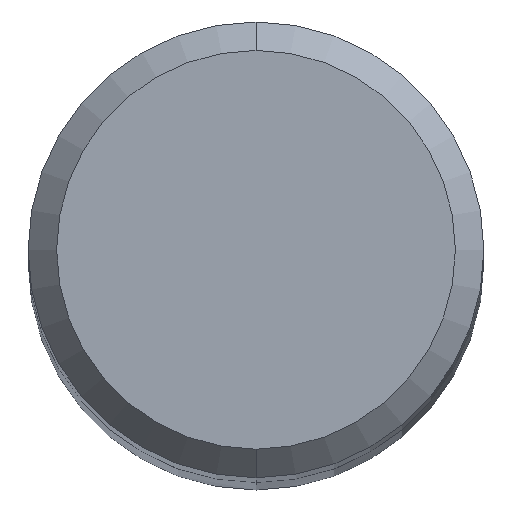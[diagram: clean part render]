
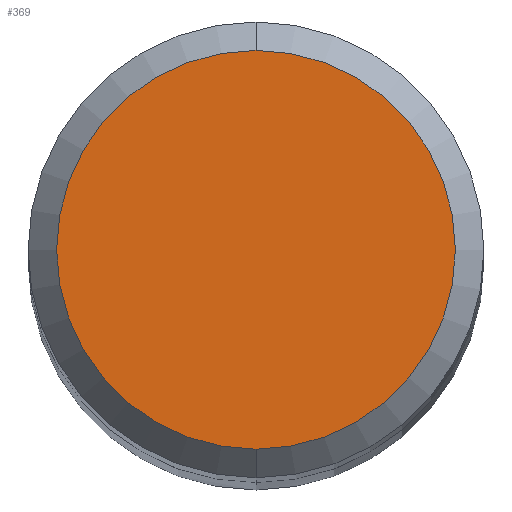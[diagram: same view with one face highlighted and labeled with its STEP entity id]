
A CAD part, top view. The second image highlights one B-rep face of the part: STEP entity #369.
In plain terms, the highlighted planar face has unit normal (0, 0, 1).
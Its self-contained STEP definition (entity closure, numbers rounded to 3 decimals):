
#159=EDGE_CURVE('',#205,#389,#418,.T.);
#205=VERTEX_POINT('',#466);
#369=ADVANCED_FACE('',(#651),#652,.T.);
#373=EDGE_CURVE('',#389,#205,#656,.T.);
#389=VERTEX_POINT('',#672);
#418=CIRCLE('',#699,2.8);
#466=CARTESIAN_POINT('',(0.,-2.8,36.0));
#651=FACE_OUTER_BOUND('',#1215,.T.);
#652=PLANE('',#1216);
#656=CIRCLE('',#1221,2.8);
#672=CARTESIAN_POINT('',(0.0,2.8,36.0));
#699=AXIS2_PLACEMENT_3D('',#1278,#1279,#1280);
#1215=EDGE_LOOP('',(#1544,#1545));
#1216=AXIS2_PLACEMENT_3D('',#1546,#1547,#1548);
#1221=AXIS2_PLACEMENT_3D('',#1549,#1550,#1551);
#1278=CARTESIAN_POINT('',(0.0,0.0,36.0));
#1279=DIRECTION('',(0.0,0.0,-1.0));
#1280=DIRECTION('',(0.0,1.0,0.0));
#1544=ORIENTED_EDGE('',*,*,#373,.F.);
#1545=ORIENTED_EDGE('',*,*,#159,.F.);
#1546=CARTESIAN_POINT('',(0.0,1.4,36.0));
#1547=DIRECTION('',(-0.0,0.0,1.0));
#1548=DIRECTION('',(0.0,-1.0,0.0));
#1549=CARTESIAN_POINT('',(0.0,0.0,36.0));
#1550=DIRECTION('',(0.0,0.0,-1.0));
#1551=DIRECTION('',(0.0,1.0,0.0));
